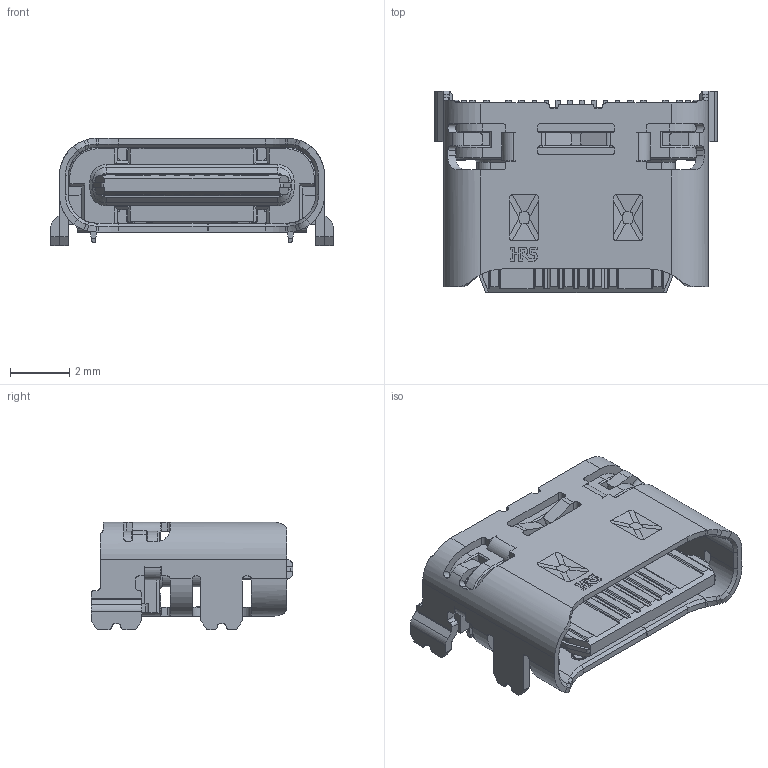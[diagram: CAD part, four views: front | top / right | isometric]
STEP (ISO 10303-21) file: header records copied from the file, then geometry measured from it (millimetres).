
FILE_DESCRIPTION(('Creo Elements/Direct Modeling STEP Export'),'2;1');
FILE_NAME('CX90B-16P_3D.stp','2019-09-11T10:43:43',(''),(''),'PTC Creo Elements/Direct Modeling STEP processor for AP214 (Solid Model)','PTC Creo Elements/Direct Modeling 19.0C 15-Aug-2015 (C) Parametric Technology GmbH','');
FILE_SCHEMA(('AUTOMOTIVE_DESIGN { 1 0 10303 214 1 1 1 1 }'));
Length unit declared in the file: millimetre
Products named in the file (2): CX90B-16P_3D
Assembly tree (1 placements, depth 2):
  CX90B-16P_3D
    CX90B-16P_3D
Bounding box: 9.54 x 6.8 x 3.62 mm (x, y, z)
Volume: 89.4 mm3; surface area: 380.4 mm2
Topology: 1 solids, 1 shells, 1192 faces, 3405 edges, 2181 vertices
Faces by surface type: plane 765, cylinder 337, cone 46, bspline 36, torus 8
Entity records: 49661 total; most frequent: CARTESIAN_POINT 8323, ORIENTED_EDGE 6810, DIRECTION 6387, EDGE_CURVE 3405, VECTOR 2489, LINE 2489, VERTEX_POINT 2181, AXIS2_PLACEMENT_3D 1949
